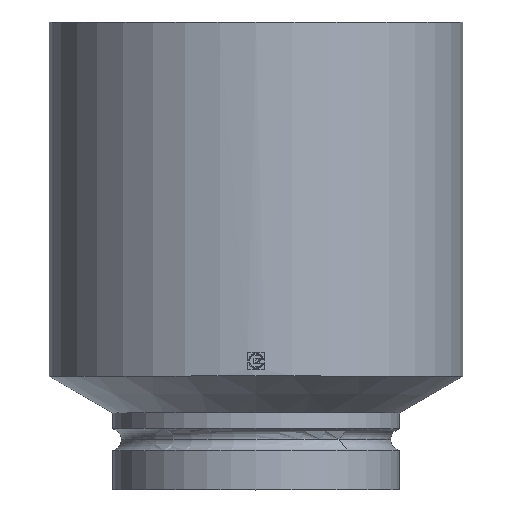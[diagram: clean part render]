
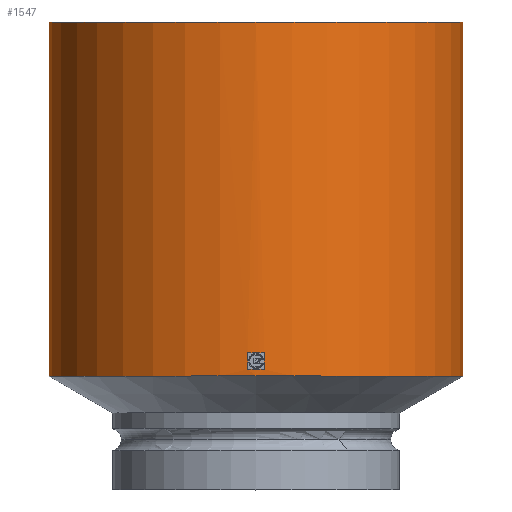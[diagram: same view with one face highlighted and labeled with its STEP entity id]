
A CAD part, top view. The second image highlights one B-rep face of the part: STEP entity #1547.
In plain terms, the highlighted cylindrical face has radius 62 mm (diameter 124 mm), a partial arc.
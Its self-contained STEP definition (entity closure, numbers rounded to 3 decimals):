
#37 = LINE ( 'NONE', #1539, #1468 ) ;
#43 = ORIENTED_EDGE ( 'NONE', *, *, #1540, .F. ) ;
#51 = LINE ( 'NONE', #1245, #1256 ) ;
#118 = CARTESIAN_POINT ( 'NONE',  ( 2.499, 35.97, 61.95 ) ) ;
#128 = ORIENTED_EDGE ( 'NONE', *, *, #1734, .T. ) ;
#160 = VERTEX_POINT ( 'NONE', #1443 ) ;
#166 = CARTESIAN_POINT ( 'NONE',  ( -2.499, 35.97, 61.95 ) ) ;
#192 = DIRECTION ( 'NONE',  ( 0., -1., 0. ) ) ;
#193 = DIRECTION ( 'NONE',  ( 0., -1., 0. ) ) ;
#216 = FACE_BOUND ( 'NONE', #380, .T. ) ;
#255 = ORIENTED_EDGE ( 'NONE', *, *, #889, .F. ) ;
#323 = CARTESIAN_POINT ( 'NONE',  ( 62., 140., 0. ) ) ;
#329 = CARTESIAN_POINT ( 'NONE',  ( 0., 40.945, 0. ) ) ;
#350 = EDGE_CURVE ( 'NONE', #160, #437, #51, .T. ) ;
#370 = CYLINDRICAL_SURFACE ( 'NONE', #1496, 62. ) ;
#371 = AXIS2_PLACEMENT_3D ( 'NONE', #1759, #1605, #391 ) ;
#380 = EDGE_LOOP ( 'NONE', ( #419, #963, #1773, #128 ) ) ;
#391 = DIRECTION ( 'NONE',  ( 1., 0., 0. ) ) ;
#418 = CARTESIAN_POINT ( 'NONE',  ( 2.499, 35.97, 61.95 ) ) ;
#419 = ORIENTED_EDGE ( 'NONE', *, *, #350, .F. ) ;
#437 = VERTEX_POINT ( 'NONE', #166 ) ;
#548 = VECTOR ( 'NONE', #1518, 1000. ) ;
#563 = CIRCLE ( 'NONE', #371, 62. ) ;
#606 = LINE ( 'NONE', #1430, #1267 ) ;
#648 = CARTESIAN_POINT ( 'NONE',  ( 0., 33.97, 0. ) ) ;
#677 = EDGE_LOOP ( 'NONE', ( #1378, #1214, #43, #255 ) ) ;
#718 = CARTESIAN_POINT ( 'NONE',  ( -62., 140., 0. ) ) ;
#743 = AXIS2_PLACEMENT_3D ( 'NONE', #329, #1288, #1027 ) ;
#761 = AXIS2_PLACEMENT_3D ( 'NONE', #648, #781, #1167 ) ;
#781 = DIRECTION ( 'NONE',  ( 0., -1., 0. ) ) ;
#815 = VERTEX_POINT ( 'NONE', #882 ) ;
#818 = VERTEX_POINT ( 'NONE', #901 ) ;
#842 = VERTEX_POINT ( 'NONE', #1575 ) ;
#882 = CARTESIAN_POINT ( 'NONE',  ( -62., 33.97, 0. ) ) ;
#889 = EDGE_CURVE ( 'NONE', #1387, #842, #606, .T. ) ;
#901 = CARTESIAN_POINT ( 'NONE',  ( 2.499, 40.945, 61.95 ) ) ;
#963 = ORIENTED_EDGE ( 'NONE', *, *, #1713, .F. ) ;
#969 = CIRCLE ( 'NONE', #1482, 62. ) ;
#970 = EDGE_CURVE ( 'NONE', #1606, #818, #1462, .T. ) ;
#1027 = DIRECTION ( 'NONE',  ( -0.04, 0., 0.999 ) ) ;
#1133 = DIRECTION ( 'NONE',  ( 0., -1., 0. ) ) ;
#1141 = EDGE_CURVE ( 'NONE', #1347, #815, #37, .T. ) ;
#1160 = CARTESIAN_POINT ( 'NONE',  ( 0., 2.042, 0. ) ) ;
#1167 = DIRECTION ( 'NONE',  ( 1., 0., 0. ) ) ;
#1170 = EDGE_CURVE ( 'NONE', #1387, #1347, #563, .T. ) ;
#1214 = ORIENTED_EDGE ( 'NONE', *, *, #1141, .T. ) ;
#1245 = CARTESIAN_POINT ( 'NONE',  ( -2.499, 40.945, 61.95 ) ) ;
#1256 = VECTOR ( 'NONE', #192, 1000. ) ;
#1267 = VECTOR ( 'NONE', #1584, 1000. ) ;
#1288 = DIRECTION ( 'NONE',  ( 0., -1., 0. ) ) ;
#1316 = DIRECTION ( 'NONE',  ( 1., 0., 0. ) ) ;
#1347 = VERTEX_POINT ( 'NONE', #718 ) ;
#1378 = ORIENTED_EDGE ( 'NONE', *, *, #1170, .T. ) ;
#1387 = VERTEX_POINT ( 'NONE', #323 ) ;
#1423 = CARTESIAN_POINT ( 'NONE',  ( 0., 35.97, 0. ) ) ;
#1430 = CARTESIAN_POINT ( 'NONE',  ( 62., 2.042, 0. ) ) ;
#1443 = CARTESIAN_POINT ( 'NONE',  ( -2.499, 40.945, 61.95 ) ) ;
#1462 = LINE ( 'NONE', #118, #548 ) ;
#1468 = VECTOR ( 'NONE', #1133, 1000. ) ;
#1482 = AXIS2_PLACEMENT_3D ( 'NONE', #1423, #193, #1709 ) ;
#1496 = AXIS2_PLACEMENT_3D ( 'NONE', #1160, #1563, #1316 ) ;
#1518 = DIRECTION ( 'NONE',  ( 0., 1., 0. ) ) ;
#1539 = CARTESIAN_POINT ( 'NONE',  ( -62., 2.042, 0. ) ) ;
#1540 = EDGE_CURVE ( 'NONE', #842, #815, #1724, .T. ) ;
#1547 = ADVANCED_FACE ( 'NONE', ( #216, #1725 ), #370, .T. ) ;
#1563 = DIRECTION ( 'NONE',  ( 0., -1., 0. ) ) ;
#1575 = CARTESIAN_POINT ( 'NONE',  ( 62., 33.97, 0. ) ) ;
#1584 = DIRECTION ( 'NONE',  ( 0., -1., 0. ) ) ;
#1605 = DIRECTION ( 'NONE',  ( 0., -1., 0. ) ) ;
#1606 = VERTEX_POINT ( 'NONE', #418 ) ;
#1709 = DIRECTION ( 'NONE',  ( -0.04, 0., 0.999 ) ) ;
#1713 = EDGE_CURVE ( 'NONE', #818, #160, #1736, .T. ) ;
#1724 = CIRCLE ( 'NONE', #761, 62. ) ;
#1725 = FACE_OUTER_BOUND ( 'NONE', #677, .T. ) ;
#1734 = EDGE_CURVE ( 'NONE', #1606, #437, #969, .T. ) ;
#1736 = CIRCLE ( 'NONE', #743, 62. ) ;
#1759 = CARTESIAN_POINT ( 'NONE',  ( 0., 140., 0. ) ) ;
#1773 = ORIENTED_EDGE ( 'NONE', *, *, #970, .F. ) ;
